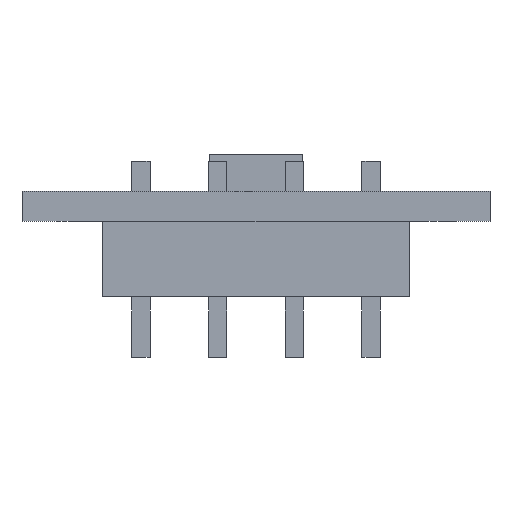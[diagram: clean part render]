
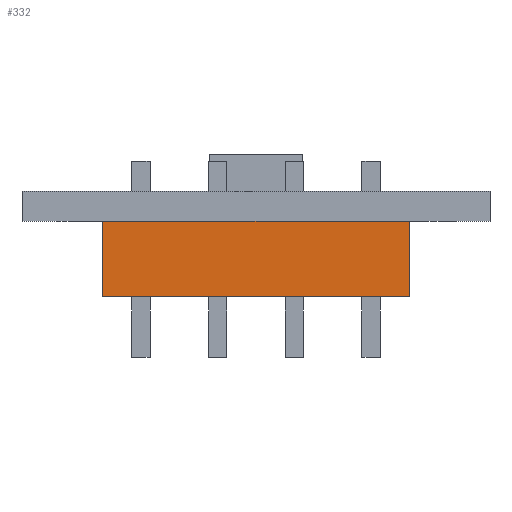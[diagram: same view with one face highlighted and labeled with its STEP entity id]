
A CAD part, front view. The second image highlights one B-rep face of the part: STEP entity #332.
In plain terms, the highlighted planar face has unit normal (0, -1, 0).
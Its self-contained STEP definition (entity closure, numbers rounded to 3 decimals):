
#158 = VERTEX_POINT('',#159);
#159 = CARTESIAN_POINT('',(-5.08,-1.27,-2.5));
#176 = VERTEX_POINT('',#177);
#177 = CARTESIAN_POINT('',(5.08,-1.27,-2.5));
#183 = EDGE_CURVE('',#176,#158,#184,.T.);
#184 = LINE('',#185,#186);
#185 = CARTESIAN_POINT('',(-5.08,-1.27,-2.5));
#186 = VECTOR('',#187,1.);
#187 = DIRECTION('',(-1.,0.,0.));
#308 = VERTEX_POINT('',#309);
#309 = CARTESIAN_POINT('',(-5.08,-1.27,0.));
#322 = EDGE_CURVE('',#308,#158,#323,.T.);
#323 = LINE('',#324,#325);
#324 = CARTESIAN_POINT('',(-5.08,-1.27,0.));
#325 = VECTOR('',#326,1.);
#326 = DIRECTION('',(0.,0.,-1.));
#332 = ADVANCED_FACE('',(#333),#351,.T.);
#333 = FACE_BOUND('',#334,.T.);
#334 = EDGE_LOOP('',(#335,#343,#344,#345));
#335 = ORIENTED_EDGE('',*,*,#336,.F.);
#336 = EDGE_CURVE('',#308,#337,#339,.T.);
#337 = VERTEX_POINT('',#338);
#338 = CARTESIAN_POINT('',(5.08,-1.27,0.));
#339 = LINE('',#340,#341);
#340 = CARTESIAN_POINT('',(-5.08,-1.27,0.));
#341 = VECTOR('',#342,1.);
#342 = DIRECTION('',(1.,0.,0.));
#343 = ORIENTED_EDGE('',*,*,#322,.T.);
#344 = ORIENTED_EDGE('',*,*,#183,.F.);
#345 = ORIENTED_EDGE('',*,*,#346,.F.);
#346 = EDGE_CURVE('',#337,#176,#347,.T.);
#347 = LINE('',#348,#349);
#348 = CARTESIAN_POINT('',(5.08,-1.27,0.));
#349 = VECTOR('',#350,1.);
#350 = DIRECTION('',(0.,0.,-1.));
#351 = PLANE('',#352);
#352 = AXIS2_PLACEMENT_3D('',#353,#354,#355);
#353 = CARTESIAN_POINT('',(5.08,-1.27,0.));
#354 = DIRECTION('',(0.,-1.,0.));
#355 = DIRECTION('',(-1.,0.,0.));
